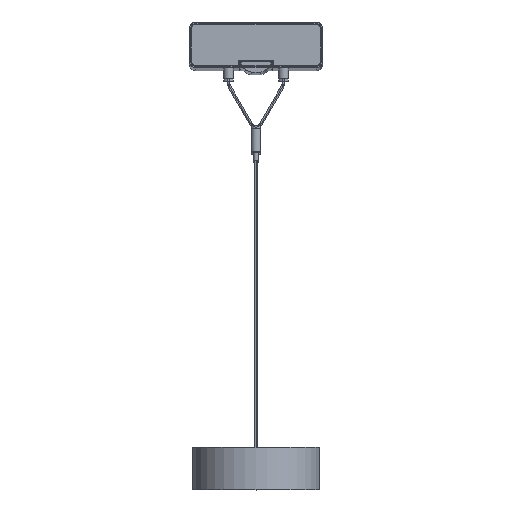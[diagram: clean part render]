
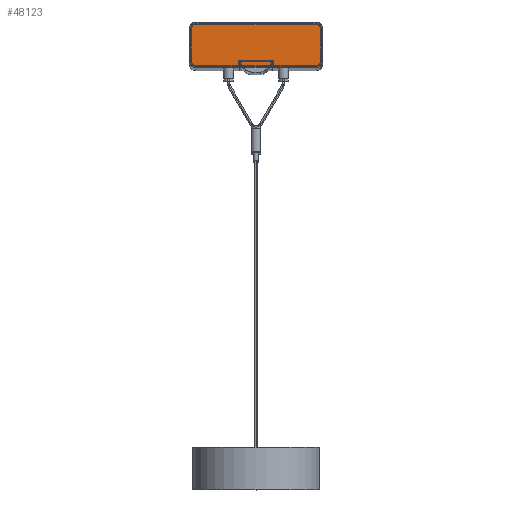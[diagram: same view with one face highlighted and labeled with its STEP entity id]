
A CAD part, top view. The second image highlights one B-rep face of the part: STEP entity #48123.
In plain terms, the highlighted face is planar.
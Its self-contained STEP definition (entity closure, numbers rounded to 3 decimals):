
#7105 = CARTESIAN_POINT ( 'NONE',  ( -62.369, 737.5, -417.5 ) ) ;
#7304 = AXIS2_PLACEMENT_3D ( 'NONE', #32063, #81195, #55846 ) ;
#8010 = AXIS2_PLACEMENT_3D ( 'NONE', #93610, #19671, #86058 ) ;
#8230 = VERTEX_POINT ( 'NONE', #94022 ) ;
#13140 = CARTESIAN_POINT ( 'NONE',  ( 0., 737.5, -438.869 ) ) ;
#13595 = LINE ( 'NONE', #23790, #65087 ) ;
#15721 = DIRECTION ( 'NONE',  ( 0., 0., -1. ) ) ;
#16047 = ORIENTED_EDGE ( 'NONE', *, *, #97936, .F. ) ;
#16847 = ORIENTED_EDGE ( 'NONE', *, *, #76261, .F. ) ;
#16942 = EDGE_CURVE ( 'NONE', #93723, #8230, #47607, .T. ) ;
#18239 = CARTESIAN_POINT ( 'NONE',  ( -56.5, 737.5, -438.869 ) ) ;
#19671 = DIRECTION ( 'NONE',  ( 0., -1., 0. ) ) ;
#20710 = LINE ( 'NONE', #46058, #54158 ) ;
#23750 = VERTEX_POINT ( 'NONE', #92807 ) ;
#23790 = CARTESIAN_POINT ( 'NONE',  ( 0., 737.5, -396.131 ) ) ;
#24943 = EDGE_CURVE ( 'NONE', #8230, #87729, #91368, .T. ) ;
#25899 = EDGE_CURVE ( 'NONE', #23750, #93723, #98707, .T. ) ;
#26494 = DIRECTION ( 'NONE',  ( 0., -1., 0. ) ) ;
#29261 = ORIENTED_EDGE ( 'NONE', *, *, #84409, .F. ) ;
#32063 = CARTESIAN_POINT ( 'NONE',  ( 0., 737.5, -417.5 ) ) ;
#32275 = CARTESIAN_POINT ( 'NONE',  ( 56.5, 737.5, -396.131 ) ) ;
#33843 = CARTESIAN_POINT ( 'NONE',  ( -56.5, 737.5, -402. ) ) ;
#33892 = EDGE_CURVE ( 'NONE', #96834, #61917, #85537, .T. ) ;
#34560 = DIRECTION ( 'NONE',  ( 1., 0., 0. ) ) ;
#36832 = EDGE_CURVE ( 'NONE', #61917, #23750, #13595, .T. ) ;
#36835 = CARTESIAN_POINT ( 'NONE',  ( -56.5, 737.5, -433. ) ) ;
#37371 = DIRECTION ( 'NONE',  ( 0., 0., 1. ) ) ;
#38582 = CARTESIAN_POINT ( 'NONE',  ( 62.369, 737.5, -402. ) ) ;
#38995 = DIRECTION ( 'NONE',  ( 1., 0., 0. ) ) ;
#40174 = FACE_OUTER_BOUND ( 'NONE', #43127, .T. ) ;
#40870 = VECTOR ( 'NONE', #54679, 1000. ) ;
#43127 = EDGE_LOOP ( 'NONE', ( #16847, #29261, #77333, #49390, #47697, #91427, #67952, #16047 ) ) ;
#44988 = DIRECTION ( 'NONE',  ( 0., -1., 0. ) ) ;
#46058 = CARTESIAN_POINT ( 'NONE',  ( 62.369, 737.5, -417.5 ) ) ;
#47607 = LINE ( 'NONE', #7105, #61352 ) ;
#47697 = ORIENTED_EDGE ( 'NONE', *, *, #25899, .F. ) ;
#48123 = ADVANCED_FACE ( 'NONE', ( #40174 ), #104975, .F. ) ;
#49390 = ORIENTED_EDGE ( 'NONE', *, *, #16942, .F. ) ;
#50445 = AXIS2_PLACEMENT_3D ( 'NONE', #52396, #26494, #34560 ) ;
#52396 = CARTESIAN_POINT ( 'NONE',  ( 56.5, 737.5, -433. ) ) ;
#53184 = CARTESIAN_POINT ( 'NONE',  ( -62.369, 737.5, -402. ) ) ;
#54158 = VECTOR ( 'NONE', #37371, 1000. ) ;
#54679 = DIRECTION ( 'NONE',  ( 1., 0., 0. ) ) ;
#55202 = LINE ( 'NONE', #13140, #40870 ) ;
#55846 = DIRECTION ( 'NONE',  ( 0., 0., -1. ) ) ;
#56704 = DIRECTION ( 'NONE',  ( -1., 0., 0. ) ) ;
#58604 = AXIS2_PLACEMENT_3D ( 'NONE', #36835, #44988, #38995 ) ;
#59653 = CARTESIAN_POINT ( 'NONE',  ( 56.5, 737.5, -438.869 ) ) ;
#59982 = VERTEX_POINT ( 'NONE', #86103 ) ;
#61352 = VECTOR ( 'NONE', #15721, 1000. ) ;
#61917 = VERTEX_POINT ( 'NONE', #32275 ) ;
#65087 = VECTOR ( 'NONE', #56704, 1000. ) ;
#67712 = CIRCLE ( 'NONE', #50445, 5.869 ) ;
#67952 = ORIENTED_EDGE ( 'NONE', *, *, #33892, .F. ) ;
#76261 = EDGE_CURVE ( 'NONE', #101142, #59982, #67712, .T. ) ;
#77333 = ORIENTED_EDGE ( 'NONE', *, *, #24943, .F. ) ;
#81195 = DIRECTION ( 'NONE',  ( 0., -1., 0. ) ) ;
#83003 = DIRECTION ( 'NONE',  ( 0., -1., 0. ) ) ;
#84409 = EDGE_CURVE ( 'NONE', #87729, #101142, #55202, .T. ) ;
#85537 = CIRCLE ( 'NONE', #8010, 5.869 ) ;
#86058 = DIRECTION ( 'NONE',  ( 1., 0., 0. ) ) ;
#86103 = CARTESIAN_POINT ( 'NONE',  ( 62.369, 737.5, -433. ) ) ;
#87729 = VERTEX_POINT ( 'NONE', #18239 ) ;
#91368 = CIRCLE ( 'NONE', #58604, 5.869 ) ;
#91427 = ORIENTED_EDGE ( 'NONE', *, *, #36832, .F. ) ;
#92807 = CARTESIAN_POINT ( 'NONE',  ( -56.5, 737.5, -396.131 ) ) ;
#93610 = CARTESIAN_POINT ( 'NONE',  ( 56.5, 737.5, -402. ) ) ;
#93723 = VERTEX_POINT ( 'NONE', #53184 ) ;
#94022 = CARTESIAN_POINT ( 'NONE',  ( -62.369, 737.5, -433. ) ) ;
#96834 = VERTEX_POINT ( 'NONE', #38582 ) ;
#97936 = EDGE_CURVE ( 'NONE', #59982, #96834, #20710, .T. ) ;
#98707 = CIRCLE ( 'NONE', #105655, 5.869 ) ;
#100799 = DIRECTION ( 'NONE',  ( 1., 0., 0. ) ) ;
#101142 = VERTEX_POINT ( 'NONE', #59653 ) ;
#104975 = PLANE ( 'NONE',  #7304 ) ;
#105655 = AXIS2_PLACEMENT_3D ( 'NONE', #33843, #83003, #100799 ) ;
